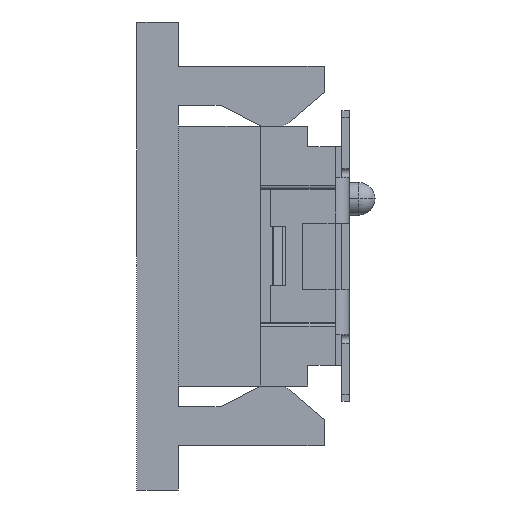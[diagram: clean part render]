
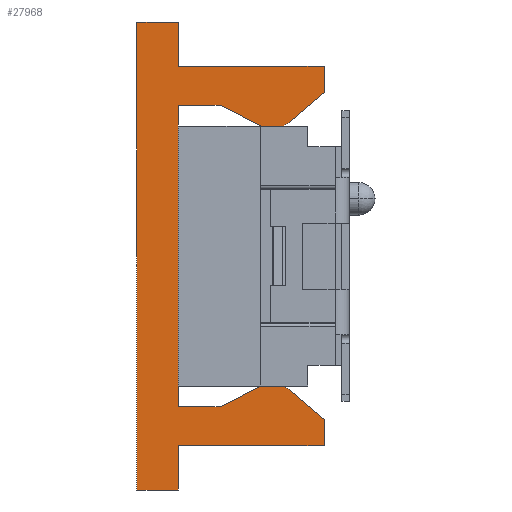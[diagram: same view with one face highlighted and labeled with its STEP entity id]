
A CAD part, left-side view. The second image highlights one B-rep face of the part: STEP entity #27968.
In plain terms, the highlighted planar face has unit normal (-1, 0, 0).
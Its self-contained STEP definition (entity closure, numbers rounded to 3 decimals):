
#1377=DIRECTION('',(0.,0.,1.));
#1378=VECTOR('',#1377,0.4);
#1379=CARTESIAN_POINT('',(-3.,3.296,2.5));
#1380=LINE('9990',#1379,#1378);
#1417=DIRECTION('',(0.,1.,0.));
#1418=VECTOR('',#1417,0.436);
#1419=CARTESIAN_POINT('',(-3.,1.278,2.5));
#1420=LINE('9768',#1419,#1418);
#1605=DIRECTION('',(0.,1.,0.));
#1606=VECTOR('',#1605,0.436);
#1607=CARTESIAN_POINT('',(-3.,1.278,-2.5));
#1608=LINE('9773',#1607,#1606);
#1621=DIRECTION('',(0.,0.,-1.));
#1622=VECTOR('',#1621,1.571);
#1623=CARTESIAN_POINT('',(-3.,3.296,2.5));
#1624=LINE('9763',#1623,#1622);
#1637=DIRECTION('',(0.,0.,-1.));
#1638=VECTOR('',#1637,0.745);
#1639=CARTESIAN_POINT('',(-3.,3.296,-1.755));
#1640=LINE('9764',#1639,#1638);
#2118=DIRECTION('',(0.,1.,0.));
#2119=VECTOR('',#2118,0.8);
#2120=CARTESIAN_POINT('',(-3.,2.496,0.65));
#2121=LINE('9722',#2120,#2119);
#2122=DIRECTION('',(0.,0.,1.));
#2123=VECTOR('',#2122,1.3);
#2124=CARTESIAN_POINT('',(-3.,2.496,-0.65));
#2125=LINE('9715',#2124,#2123);
#2126=DIRECTION('',(0.,-1.,0.));
#2127=VECTOR('',#2126,0.8);
#2128=CARTESIAN_POINT('',(-3.,3.296,-0.65));
#2129=LINE('9721',#2128,#2127);
#2130=DIRECTION('',(0.,1.,0.));
#2131=VECTOR('',#2130,0.8);
#2132=CARTESIAN_POINT('',(-3.,2.496,-2.9));
#2133=LINE('9756',#2132,#2131);
#2134=DIRECTION('',(0.,0.89,-0.455));
#2135=VECTOR('',#2134,0.867);
#2136=CARTESIAN_POINT('',(-3.,1.724,-2.505));
#2137=LINE('9727',#2136,#2135);
#2138=CARTESIAN_POINT('',(-3.,1.496,-2.95));
#2139=DIRECTION('',(-1.,0.,0.));
#2140=DIRECTION('',(0.,0.436,0.9));
#2141=AXIS2_PLACEMENT_3D('',#2138,#2139,#2140);
#2143=CARTESIAN_POINT('',(-3.,1.496,-2.95));
#2144=DIRECTION('',(-1.,0.,0.));
#2145=DIRECTION('',(0.,-0.652,0.758));
#2146=AXIS2_PLACEMENT_3D('',#2143,#2144,#2145);
#2148=DIRECTION('',(0.,0.758,0.652));
#2149=VECTOR('',#2148,0.889);
#2150=CARTESIAN_POINT('',(-3.,0.496,-3.15));
#2151=LINE('9726',#2150,#2149);
#2152=DIRECTION('',(0.,0.,1.));
#2153=VECTOR('',#2152,0.5);
#2154=CARTESIAN_POINT('',(-3.,0.496,-3.65));
#2155=LINE('9725',#2154,#2153);
#2156=DIRECTION('',(0.,-1.,0.));
#2157=VECTOR('',#2156,2.8);
#2158=CARTESIAN_POINT('',(-3.,3.296,-3.65));
#2159=LINE('9755',#2158,#2157);
#2160=DIRECTION('',(0.,1.,0.));
#2161=VECTOR('',#2160,0.8);
#2162=CARTESIAN_POINT('',(-3.,3.296,-4.5));
#2163=LINE('9712',#2162,#2161);
#2164=DIRECTION('',(0.,1.,0.));
#2165=VECTOR('',#2164,2.8);
#2166=CARTESIAN_POINT('',(-3.,0.496,3.65));
#2167=LINE('9758',#2166,#2165);
#2168=DIRECTION('',(0.,0.,1.));
#2169=VECTOR('',#2168,0.5);
#2170=CARTESIAN_POINT('',(-3.,0.496,3.15));
#2171=LINE('9730',#2170,#2169);
#2172=DIRECTION('',(0.,-0.758,0.652));
#2173=VECTOR('',#2172,0.889);
#2174=CARTESIAN_POINT('',(-3.,1.17,2.571));
#2175=LINE('9729',#2174,#2173);
#2176=CARTESIAN_POINT('',(-3.,1.496,2.95));
#2177=DIRECTION('',(-1.,0.,0.));
#2178=DIRECTION('',(0.,-0.436,-0.9));
#2179=AXIS2_PLACEMENT_3D('',#2176,#2177,#2178);
#2181=CARTESIAN_POINT('',(-3.,1.496,2.95));
#2182=DIRECTION('',(-1.,0.,0.));
#2183=DIRECTION('',(0.,0.455,-0.89));
#2184=AXIS2_PLACEMENT_3D('',#2181,#2182,#2183);
#2186=DIRECTION('',(0.,-0.89,-0.455));
#2187=VECTOR('',#2186,0.867);
#2188=CARTESIAN_POINT('',(-3.,2.496,2.9));
#2189=LINE('9728',#2188,#2187);
#2190=DIRECTION('',(0.,-1.,0.));
#2191=VECTOR('',#2190,0.8);
#2192=CARTESIAN_POINT('',(-3.,3.296,2.9));
#2193=LINE('9757',#2192,#2191);
#2202=DIRECTION('',(0.,0.,1.));
#2203=VECTOR('',#2202,0.279);
#2204=CARTESIAN_POINT('',(-3.,3.296,0.65));
#2205=LINE('9989',#2204,#2203);
#4222=DIRECTION('',(0.,0.,1.));
#4223=VECTOR('',#4222,1.105);
#4224=CARTESIAN_POINT('',(-3.,3.296,-1.755));
#4225=LINE('9988',#4224,#4223);
#20035=DIRECTION('',(0.,0.,1.));
#20036=VECTOR('',#20035,0.4);
#20037=CARTESIAN_POINT('',(-3.,3.296,-2.9));
#20038=LINE('9987',#20037,#20036);
#20071=DIRECTION('',(0.,0.,1.));
#20072=VECTOR('',#20071,0.85);
#20073=CARTESIAN_POINT('',(-3.,3.296,-4.5));
#20074=LINE('9751',#20073,#20072);
#20091=DIRECTION('',(0.,0.,1.));
#20092=VECTOR('',#20091,9.);
#20093=CARTESIAN_POINT('',(-3.,4.096,-4.5));
#20094=LINE('9708',#20093,#20092);
#20095=DIRECTION('',(0.,1.,0.));
#20096=VECTOR('',#20095,0.8);
#20097=CARTESIAN_POINT('',(-3.,3.296,4.5));
#20098=LINE('9713',#20097,#20096);
#20103=DIRECTION('',(0.,0.,1.));
#20104=VECTOR('',#20103,0.85);
#20105=CARTESIAN_POINT('',(-3.,3.296,3.65));
#20106=LINE('9752',#20105,#20104);
#26128=CARTESIAN_POINT('',(-3.,3.296,-4.5));
#26130=VERTEX_POINT('',#26128);
#26131=CARTESIAN_POINT('',(-3.,3.296,4.5));
#26133=VERTEX_POINT('',#26131);
#26136=CARTESIAN_POINT('',(-3.,4.096,-4.5));
#26138=VERTEX_POINT('',#26136);
#26139=CARTESIAN_POINT('',(-3.,4.096,4.5));
#26140=VERTEX_POINT('',#26139);
#26143=CARTESIAN_POINT('',(-3.,2.496,-0.65));
#26144=CARTESIAN_POINT('',(-3.,2.496,0.65));
#26145=VERTEX_POINT('',#26143);
#26146=VERTEX_POINT('',#26144);
#26151=CARTESIAN_POINT('',(-3.,3.296,-0.65));
#26153=VERTEX_POINT('',#26151);
#26155=CARTESIAN_POINT('',(-3.,3.296,0.65));
#26157=VERTEX_POINT('',#26155);
#26159=CARTESIAN_POINT('',(-3.,0.496,-3.65));
#26160=CARTESIAN_POINT('',(-3.,0.496,-3.15));
#26161=VERTEX_POINT('',#26159);
#26162=VERTEX_POINT('',#26160);
#26163=CARTESIAN_POINT('',(-3.,1.17,-2.571));
#26164=VERTEX_POINT('',#26163);
#26165=CARTESIAN_POINT('',(-3.,1.724,-2.505));
#26166=CARTESIAN_POINT('',(-3.,2.496,-2.9));
#26167=VERTEX_POINT('',#26165);
#26168=VERTEX_POINT('',#26166);
#26169=CARTESIAN_POINT('',(-3.,2.496,2.9));
#26170=CARTESIAN_POINT('',(-3.,1.724,2.505));
#26171=VERTEX_POINT('',#26169);
#26172=VERTEX_POINT('',#26170);
#26173=CARTESIAN_POINT('',(-3.,1.17,2.571));
#26174=CARTESIAN_POINT('',(-3.,0.496,3.15));
#26175=VERTEX_POINT('',#26173);
#26176=VERTEX_POINT('',#26174);
#26177=CARTESIAN_POINT('',(-3.,0.496,3.65));
#26178=VERTEX_POINT('',#26177);
#26199=CARTESIAN_POINT('',(-3.,3.296,-3.65));
#26201=VERTEX_POINT('',#26199);
#26203=CARTESIAN_POINT('',(-3.,3.296,-2.9));
#26205=VERTEX_POINT('',#26203);
#26207=CARTESIAN_POINT('',(-3.,3.296,2.9));
#26209=VERTEX_POINT('',#26207);
#26211=CARTESIAN_POINT('',(-3.,3.296,3.65));
#26213=VERTEX_POINT('',#26211);
#26215=CARTESIAN_POINT('',(-3.,3.296,2.5));
#26216=CARTESIAN_POINT('',(-3.,3.296,0.929));
#26217=VERTEX_POINT('',#26215);
#26218=VERTEX_POINT('',#26216);
#26219=CARTESIAN_POINT('',(-3.,3.296,-1.755));
#26220=CARTESIAN_POINT('',(-3.,3.296,-2.5));
#26221=VERTEX_POINT('',#26219);
#26222=VERTEX_POINT('',#26220);
#26231=CARTESIAN_POINT('',(-3.,1.278,2.5));
#26232=CARTESIAN_POINT('',(-3.,1.714,2.5));
#26233=VERTEX_POINT('',#26231);
#26234=VERTEX_POINT('',#26232);
#26239=CARTESIAN_POINT('',(-3.,1.278,-2.5));
#26240=CARTESIAN_POINT('',(-3.,1.714,-2.5));
#26241=VERTEX_POINT('',#26239);
#26242=VERTEX_POINT('',#26240);
#27906=CARTESIAN_POINT('',(-3.,3.296,-4.5));
#27907=DIRECTION('',(-1.,0.,0.));
#27908=DIRECTION('',(0.,0.,1.));
#27909=AXIS2_PLACEMENT_3D('',#27906,#27907,#27908);
#27910=PLANE('4894',#27909);
#27911=ORIENTED_EDGE('9763',*,*,#27653,.T.);
#27913=ORIENTED_EDGE('9989',*,*,#27912,.F.);
#27915=ORIENTED_EDGE('9722',*,*,#27914,.F.);
#27917=ORIENTED_EDGE('9715',*,*,#27916,.F.);
#27919=ORIENTED_EDGE('9721',*,*,#27918,.F.);
#27921=ORIENTED_EDGE('9988',*,*,#27920,.F.);
#27922=ORIENTED_EDGE('9764',*,*,#27659,.T.);
#27924=ORIENTED_EDGE('9987',*,*,#27923,.F.);
#27926=ORIENTED_EDGE('9756',*,*,#27925,.F.);
#27928=ORIENTED_EDGE('9727',*,*,#27927,.F.);
#27930=ORIENTED_EDGE('9980',*,*,#27929,.F.);
#27931=ORIENTED_EDGE('9773',*,*,#27638,.F.);
#27933=ORIENTED_EDGE('9979',*,*,#27932,.F.);
#27935=ORIENTED_EDGE('9726',*,*,#27934,.F.);
#27937=ORIENTED_EDGE('9725',*,*,#27936,.F.);
#27939=ORIENTED_EDGE('9755',*,*,#27938,.F.);
#27941=ORIENTED_EDGE('9751',*,*,#27940,.F.);
#27943=ORIENTED_EDGE('9712',*,*,#27942,.T.);
#27945=ORIENTED_EDGE('9708',*,*,#27944,.T.);
#27947=ORIENTED_EDGE('9713',*,*,#27946,.F.);
#27949=ORIENTED_EDGE('9752',*,*,#27948,.F.);
#27951=ORIENTED_EDGE('9758',*,*,#27950,.F.);
#27953=ORIENTED_EDGE('9730',*,*,#27952,.F.);
#27955=ORIENTED_EDGE('9729',*,*,#27954,.F.);
#27957=ORIENTED_EDGE('9982',*,*,#27956,.F.);
#27958=ORIENTED_EDGE('9768',*,*,#27337,.T.);
#27960=ORIENTED_EDGE('9981',*,*,#27959,.F.);
#27962=ORIENTED_EDGE('9728',*,*,#27961,.F.);
#27964=ORIENTED_EDGE('9757',*,*,#27963,.F.);
#27965=ORIENTED_EDGE('9990',*,*,#27304,.F.);
#27966=EDGE_LOOP('4894',(#27911,#27913,#27915,#27917,#27919,#27921,#27922,
#27924,#27926,#27928,#27930,#27931,#27933,#27935,#27937,#27939,#27941,#27943,
#27945,#27947,#27949,#27951,#27953,#27955,#27957,#27958,#27960,#27962,#27964,
#27965));
#27967=FACE_OUTER_BOUND('4894',#27966,.F.);
#27968=ADVANCED_FACE('4894',(#27967),#27910,.T.);
#2142=CIRCLE('9980',#2141,0.5);
#2147=CIRCLE('9979',#2146,0.5);
#2180=CIRCLE('9982',#2179,0.5);
#2185=CIRCLE('9981',#2184,0.5);
#27304=EDGE_CURVE('9990',#26217,#26209,#1380,.T.);
#27337=EDGE_CURVE('9768',#26233,#26234,#1420,.T.);
#27638=EDGE_CURVE('9773',#26241,#26242,#1608,.T.);
#27653=EDGE_CURVE('9763',#26217,#26218,#1624,.T.);
#27659=EDGE_CURVE('9764',#26221,#26222,#1640,.T.);
#27912=EDGE_CURVE('9989',#26157,#26218,#2205,.T.);
#27914=EDGE_CURVE('9722',#26146,#26157,#2121,.T.);
#27916=EDGE_CURVE('9715',#26145,#26146,#2125,.T.);
#27918=EDGE_CURVE('9721',#26153,#26145,#2129,.T.);
#27920=EDGE_CURVE('9988',#26221,#26153,#4225,.T.);
#27923=EDGE_CURVE('9987',#26205,#26222,#20038,.T.);
#27925=EDGE_CURVE('9756',#26168,#26205,#2133,.T.);
#27927=EDGE_CURVE('9727',#26167,#26168,#2137,.T.);
#27929=EDGE_CURVE('9980',#26242,#26167,#2142,.T.);
#27932=EDGE_CURVE('9979',#26164,#26241,#2147,.T.);
#27934=EDGE_CURVE('9726',#26162,#26164,#2151,.T.);
#27936=EDGE_CURVE('9725',#26161,#26162,#2155,.T.);
#27938=EDGE_CURVE('9755',#26201,#26161,#2159,.T.);
#27940=EDGE_CURVE('9751',#26130,#26201,#20074,.T.);
#27942=EDGE_CURVE('9712',#26130,#26138,#2163,.T.);
#27944=EDGE_CURVE('9708',#26138,#26140,#20094,.T.);
#27946=EDGE_CURVE('9713',#26133,#26140,#20098,.T.);
#27948=EDGE_CURVE('9752',#26213,#26133,#20106,.T.);
#27950=EDGE_CURVE('9758',#26178,#26213,#2167,.T.);
#27952=EDGE_CURVE('9730',#26176,#26178,#2171,.T.);
#27954=EDGE_CURVE('9729',#26175,#26176,#2175,.T.);
#27956=EDGE_CURVE('9982',#26233,#26175,#2180,.T.);
#27959=EDGE_CURVE('9981',#26172,#26234,#2185,.T.);
#27961=EDGE_CURVE('9728',#26171,#26172,#2189,.T.);
#27963=EDGE_CURVE('9757',#26209,#26171,#2193,.T.);
